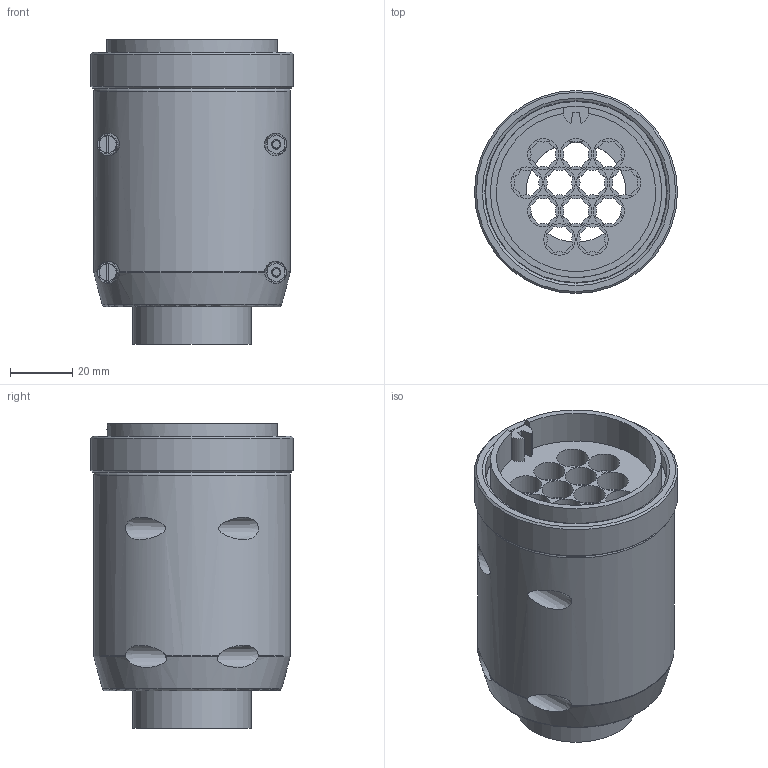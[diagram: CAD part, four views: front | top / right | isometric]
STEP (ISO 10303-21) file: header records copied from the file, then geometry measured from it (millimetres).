
FILE_DESCRIPTION(/* description */ ('STEP AP214'),/* implementation_level */ '2;1');
FILE_NAME(/* name */ '152507_KSV6-12',/* time_stamp */ '2024-08-27T06:45:09+02:00',/* author */ ('License CC BY-ND 4.0'),/* organization */ ('CADENAS'),/* preprocessor_version */ 'ST-DEVELOPER v19.3',/* originating_system */ 'PARTsolutions',/* authorisation */ ' ');
FILE_SCHEMA (('AUTOMOTIVE_DESIGN {1 0 10303 214 3 1 1}'));
Length unit declared in the file: millimetre
Products named in the file (1): 152507 KSV6-12
Bounding box: 65 x 65 x 97.5 mm (x, y, z)
Volume: 116978.7 mm3; surface area: 53007 mm2
Topology: 1 solids, 5 shells, 422 faces, 1079 edges, 709 vertices
Faces by surface type: cylinder 236, plane 150, cone 30, torus 6
Full cylindrical faces by diameter (mm): 3 x8, 3.2 x4, 10.05 x12, 32 x1, 38 x1, 41 x1, 45 x3, 46 x1, 47 x1, 48 x1, 52 x1, 54.8 x1, 58 x1, 58.376 x1, 60.5 x1, 63 x1, 65 x1
Entity records: 12700 total; most frequent: CARTESIAN_POINT 2377, DIRECTION 2338, ORIENTED_EDGE 1958, EDGE_CURVE 979, AXIS2_PLACEMENT_3D 972, VERTEX_POINT 681, EDGE_LOOP 568, FACE_BOUND 568
